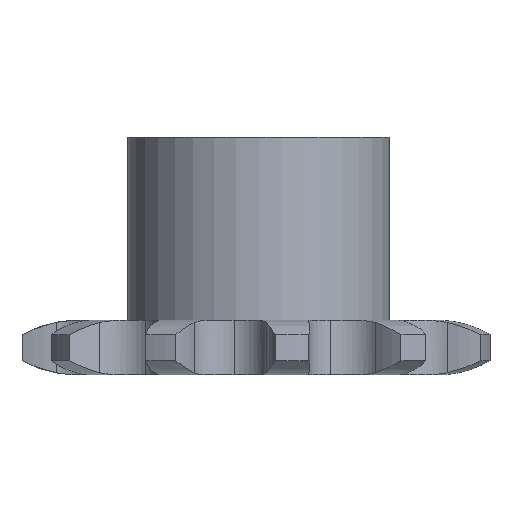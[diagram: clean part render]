
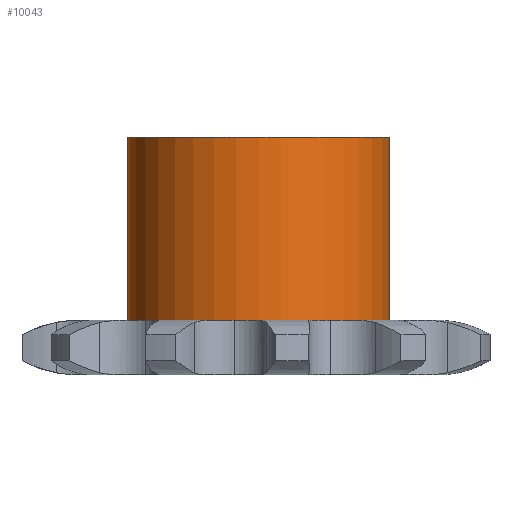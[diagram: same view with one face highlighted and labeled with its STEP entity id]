
A CAD part, left-side view. The second image highlights one B-rep face of the part: STEP entity #10043.
In plain terms, the highlighted cylindrical face has radius 5.5 mm (diameter 11 mm), a full revolution.
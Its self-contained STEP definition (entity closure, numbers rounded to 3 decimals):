
#100 = PLANE('',#101);
#101 = AXIS2_PLACEMENT_3D('',#102,#103,#104);
#102 = CARTESIAN_POINT('',(0.,0.,1.15));
#103 = DIRECTION('',(0.,0.,1.));
#104 = DIRECTION('',(0.,1.,0.));
#3359 = EDGE_CURVE('',#3360,#3360,#3362,.T.);
#3360 = VERTEX_POINT('',#3361);
#3361 = CARTESIAN_POINT('',(5.5,0.,1.15));
#3362 = SURFACE_CURVE('',#3363,(#3368,#3379),.PCURVE_S1.);
#3363 = CIRCLE('',#3364,5.5);
#3364 = AXIS2_PLACEMENT_3D('',#3365,#3366,#3367);
#3365 = CARTESIAN_POINT('',(0.,0.,1.15));
#3366 = DIRECTION('',(0.,0.,-1.));
#3367 = DIRECTION('',(1.,0.,0.));
#3368 = PCURVE('',#100,#3369);
#3369 = DEFINITIONAL_REPRESENTATION('',(#3370),#3378);
#3370 = ( BOUNDED_CURVE() B_SPLINE_CURVE(2,(#3371,#3372,#3373,#3374,
#3375,#3376,#3377),.UNSPECIFIED.,.T.,.F.) B_SPLINE_CURVE_WITH_KNOTS((1,2
    ,2,2,2,1),(-2.094,0.,2.094,4.189,
6.283,8.378),.UNSPECIFIED.) CURVE() 
GEOMETRIC_REPRESENTATION_ITEM() RATIONAL_B_SPLINE_CURVE((1.,0.5,1.,0.5,
1.,0.5,1.)) REPRESENTATION_ITEM('') );
#3371 = CARTESIAN_POINT('',(0.,-5.5));
#3372 = CARTESIAN_POINT('',(-9.526,-5.5));
#3373 = CARTESIAN_POINT('',(-4.763,2.75));
#3374 = CARTESIAN_POINT('',(0.,11.));
#3375 = CARTESIAN_POINT('',(4.763,2.75));
#3376 = CARTESIAN_POINT('',(9.526,-5.5));
#3377 = CARTESIAN_POINT('',(0.,-5.5));
#3378 = ( GEOMETRIC_REPRESENTATION_CONTEXT(2) 
PARAMETRIC_REPRESENTATION_CONTEXT() REPRESENTATION_CONTEXT('2D SPACE',''
  ) );
#3379 = PCURVE('',#3380,#3385);
#3380 = CYLINDRICAL_SURFACE('',#3381,5.5);
#3381 = AXIS2_PLACEMENT_3D('',#3382,#3383,#3384);
#3382 = CARTESIAN_POINT('',(0.,0.,0.));
#3383 = DIRECTION('',(-0.,-0.,-1.));
#3384 = DIRECTION('',(1.,0.,0.));
#3385 = DEFINITIONAL_REPRESENTATION('',(#3386),#3390);
#3386 = LINE('',#3387,#3388);
#3387 = CARTESIAN_POINT('',(-6.283,-1.15));
#3388 = VECTOR('',#3389,1.);
#3389 = DIRECTION('',(1.,-0.));
#3390 = ( GEOMETRIC_REPRESENTATION_CONTEXT(2) 
PARAMETRIC_REPRESENTATION_CONTEXT() REPRESENTATION_CONTEXT('2D SPACE',''
  ) );
#8682 = PLANE('',#8683);
#8683 = AXIS2_PLACEMENT_3D('',#8684,#8685,#8686);
#8684 = CARTESIAN_POINT('',(0.,0.,8.85));
#8685 = DIRECTION('',(0.,0.,1.));
#8686 = DIRECTION('',(0.,-1.,0.));
#10043 = ADVANCED_FACE('',(#10044),#3380,.T.);
#10044 = FACE_BOUND('',#10045,.F.);
#10045 = EDGE_LOOP('',(#10046,#10047,#10070,#10092));
#10046 = ORIENTED_EDGE('',*,*,#3359,.T.);
#10047 = ORIENTED_EDGE('',*,*,#10048,.T.);
#10048 = EDGE_CURVE('',#3360,#10049,#10051,.T.);
#10049 = VERTEX_POINT('',#10050);
#10050 = CARTESIAN_POINT('',(5.5,0.,8.85));
#10051 = SEAM_CURVE('',#10052,(#10056,#10063),.PCURVE_S1.);
#10052 = LINE('',#10053,#10054);
#10053 = CARTESIAN_POINT('',(5.5,0.,0.));
#10054 = VECTOR('',#10055,1.);
#10055 = DIRECTION('',(0.,0.,1.));
#10056 = PCURVE('',#3380,#10057);
#10057 = DEFINITIONAL_REPRESENTATION('',(#10058),#10062);
#10058 = LINE('',#10059,#10060);
#10059 = CARTESIAN_POINT('',(-6.283,0.));
#10060 = VECTOR('',#10061,1.);
#10061 = DIRECTION('',(-0.,-1.));
#10062 = ( GEOMETRIC_REPRESENTATION_CONTEXT(2) 
PARAMETRIC_REPRESENTATION_CONTEXT() REPRESENTATION_CONTEXT('2D SPACE',''
  ) );
#10063 = PCURVE('',#3380,#10064);
#10064 = DEFINITIONAL_REPRESENTATION('',(#10065),#10069);
#10065 = LINE('',#10066,#10067);
#10066 = CARTESIAN_POINT('',(-0.,0.));
#10067 = VECTOR('',#10068,1.);
#10068 = DIRECTION('',(-0.,-1.));
#10069 = ( GEOMETRIC_REPRESENTATION_CONTEXT(2) 
PARAMETRIC_REPRESENTATION_CONTEXT() REPRESENTATION_CONTEXT('2D SPACE',''
  ) );
#10070 = ORIENTED_EDGE('',*,*,#10071,.T.);
#10071 = EDGE_CURVE('',#10049,#10049,#10072,.T.);
#10072 = SURFACE_CURVE('',#10073,(#10078,#10085),.PCURVE_S1.);
#10073 = CIRCLE('',#10074,5.5);
#10074 = AXIS2_PLACEMENT_3D('',#10075,#10076,#10077);
#10075 = CARTESIAN_POINT('',(0.,0.,8.85));
#10076 = DIRECTION('',(0.,0.,1.));
#10077 = DIRECTION('',(1.,0.,0.));
#10078 = PCURVE('',#3380,#10079);
#10079 = DEFINITIONAL_REPRESENTATION('',(#10080),#10084);
#10080 = LINE('',#10081,#10082);
#10081 = CARTESIAN_POINT('',(-0.,-8.85));
#10082 = VECTOR('',#10083,1.);
#10083 = DIRECTION('',(-1.,0.));
#10084 = ( GEOMETRIC_REPRESENTATION_CONTEXT(2) 
PARAMETRIC_REPRESENTATION_CONTEXT() REPRESENTATION_CONTEXT('2D SPACE',''
  ) );
#10085 = PCURVE('',#8682,#10086);
#10086 = DEFINITIONAL_REPRESENTATION('',(#10087),#10091);
#10087 = CIRCLE('',#10088,5.5);
#10088 = AXIS2_PLACEMENT_2D('',#10089,#10090);
#10089 = CARTESIAN_POINT('',(0.,0.));
#10090 = DIRECTION('',(0.,1.));
#10091 = ( GEOMETRIC_REPRESENTATION_CONTEXT(2) 
PARAMETRIC_REPRESENTATION_CONTEXT() REPRESENTATION_CONTEXT('2D SPACE',''
  ) );
#10092 = ORIENTED_EDGE('',*,*,#10048,.F.);
